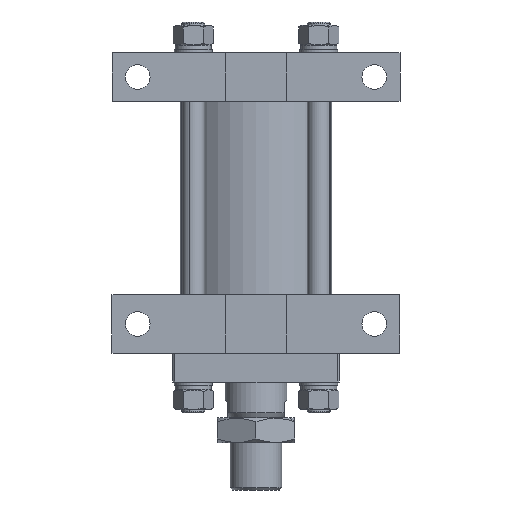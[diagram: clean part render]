
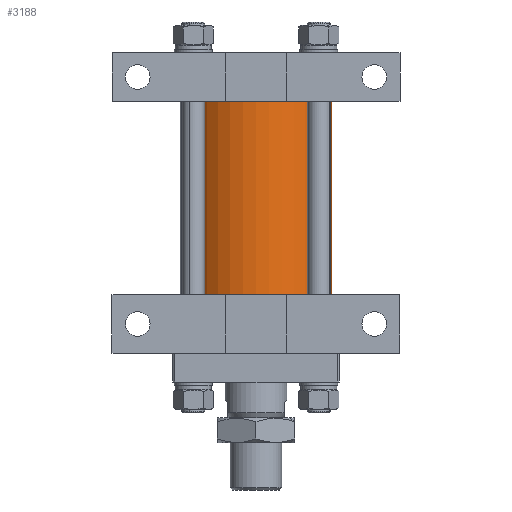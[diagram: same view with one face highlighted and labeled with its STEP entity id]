
A CAD part, front view. The second image highlights one B-rep face of the part: STEP entity #3188.
In plain terms, the highlighted cylindrical face has radius 73.5 mm (diameter 147 mm), a partial arc.
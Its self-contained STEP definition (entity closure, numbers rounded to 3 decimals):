
#9 = ORIENTED_EDGE ( 'NONE', *, *, #8087, .T. ) ;
#13 = ORIENTED_EDGE ( 'NONE', *, *, #8083, .T. ) ;
#63 = ORIENTED_EDGE ( 'NONE', *, *, #8085, .F. ) ;
#88 = ORIENTED_EDGE ( 'NONE', *, *, #8081, .F. ) ;
#1671 = CARTESIAN_POINT ( 'NONE',  ( -73.5, 0., -94. ) ) ;
#1674 = CARTESIAN_POINT ( 'NONE',  ( -73.5, 0., 94. ) ) ;
#1680 = CARTESIAN_POINT ( 'NONE',  ( 73.5, 0., 94. ) ) ;
#1682 = CARTESIAN_POINT ( 'NONE',  ( 73.5, 0., -94. ) ) ;
#2353 = DIRECTION ( 'NONE',  ( -1., 0., 0. ) ) ;
#2356 = DIRECTION ( 'NONE',  ( 0., 0., -1. ) ) ;
#2357 = CARTESIAN_POINT ( 'NONE',  ( 0., 0., 94. ) ) ;
#2830 = AXIS2_PLACEMENT_3D ( 'NONE', #4639, #4640, #4641 ) ;
#2832 = AXIS2_PLACEMENT_3D ( 'NONE', #4631, #4632, #4633 ) ;
#2970 = AXIS2_PLACEMENT_3D ( 'NONE', #2357, #2356, #2353 ) ;
#3188 = ADVANCED_FACE ( 'NONE', ( #5705 ), #5722, .T. ) ;
#4056 = CIRCLE ( 'NONE', #2830, 73.5 ) ;
#4058 = CIRCLE ( 'NONE', #2832, 73.5 ) ;
#4059 = VECTOR ( 'NONE', #4619, 1000. ) ;
#4061 = LINE ( 'NONE', #4624, #4059 ) ;
#4062 = VECTOR ( 'NONE', #4615, 1000. ) ;
#4070 = LINE ( 'NONE', #4620, #4062 ) ;
#4615 = DIRECTION ( 'NONE',  ( 0., 0., -1. ) ) ;
#4619 = DIRECTION ( 'NONE',  ( 0., 0., -1. ) ) ;
#4620 = CARTESIAN_POINT ( 'NONE',  ( 73.5, 0., 94. ) ) ;
#4624 = CARTESIAN_POINT ( 'NONE',  ( -73.5, 0., 94. ) ) ;
#4631 = CARTESIAN_POINT ( 'NONE',  ( 0., 0., 94. ) ) ;
#4632 = DIRECTION ( 'NONE',  ( 0., 0., 1. ) ) ;
#4633 = DIRECTION ( 'NONE',  ( 1., 0., 0. ) ) ;
#4639 = CARTESIAN_POINT ( 'NONE',  ( 0., 0., -94. ) ) ;
#4640 = DIRECTION ( 'NONE',  ( 0., 0., 1. ) ) ;
#4641 = DIRECTION ( 'NONE',  ( 1., 0., 0. ) ) ;
#4895 = VERTEX_POINT ( 'NONE', #1674 ) ;
#4992 = VERTEX_POINT ( 'NONE', #1680 ) ;
#4993 = VERTEX_POINT ( 'NONE', #1682 ) ;
#4994 = VERTEX_POINT ( 'NONE', #1671 ) ;
#5705 = FACE_OUTER_BOUND ( 'NONE', #7887, .T. ) ;
#5722 = CYLINDRICAL_SURFACE ( 'NONE', #2970, 73.5 ) ;
#7887 = EDGE_LOOP ( 'NONE', ( #88, #63, #13, #9 ) ) ;
#8081 = EDGE_CURVE ( 'NONE', #4992, #4993, #4070, .T. ) ;
#8083 = EDGE_CURVE ( 'NONE', #4895, #4994, #4061, .T. ) ;
#8085 = EDGE_CURVE ( 'NONE', #4895, #4992, #4058, .T. ) ;
#8087 = EDGE_CURVE ( 'NONE', #4994, #4993, #4056, .T. ) ;
